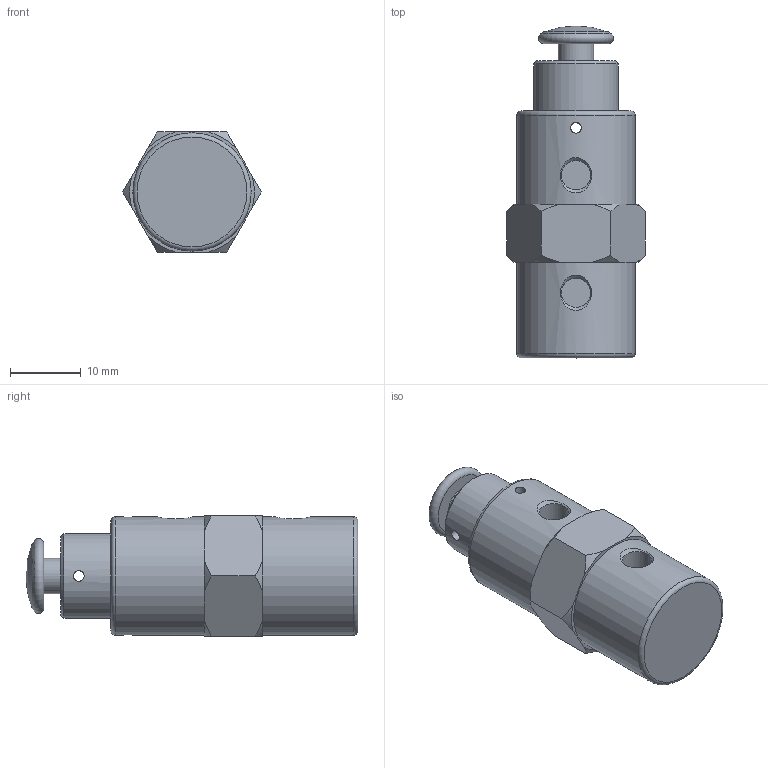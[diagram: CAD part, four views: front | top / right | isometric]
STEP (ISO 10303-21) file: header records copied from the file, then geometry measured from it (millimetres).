
FILE_DESCRIPTION( ( 'STEP AP203' ), '1' );
FILE_NAME( 'MVHA-4P.stp', '2020-04-23T09:48:47', ( 'License CC BY-ND 4.0' ), ( 'CADENAS' ), ' ', 'PARTsolutions', ' ' );
FILE_SCHEMA( ( 'CONFIG_CONTROL_DESIGN' ) );
Length unit declared in the file: millimetre
Products named in the file (1): _MVHA-4P
Bounding box: 19.63 x 46.9 x 17 mm (x, y, z)
Volume: 8640.8 mm3; surface area: 3113.8 mm2
Topology: 1 solids, 1 shells, 45 faces, 113 edges, 74 vertices
Faces by surface type: cone 17, plane 15, cylinder 9, torus 3, sphere 1
Full cylindrical faces by diameter (mm): 1.5 x2, 4.134 x3, 5 x1, 12 x1, 16.7 x2
Entity records: 1454 total; most frequent: CARTESIAN_POINT 502, DIRECTION 176, ORIENTED_EDGE 162, EDGE_CURVE 81, AXIS2_PLACEMENT_3D 79, EDGE_LOOP 74, VERTEX_POINT 65, FACE_OUTER_BOUND 57
